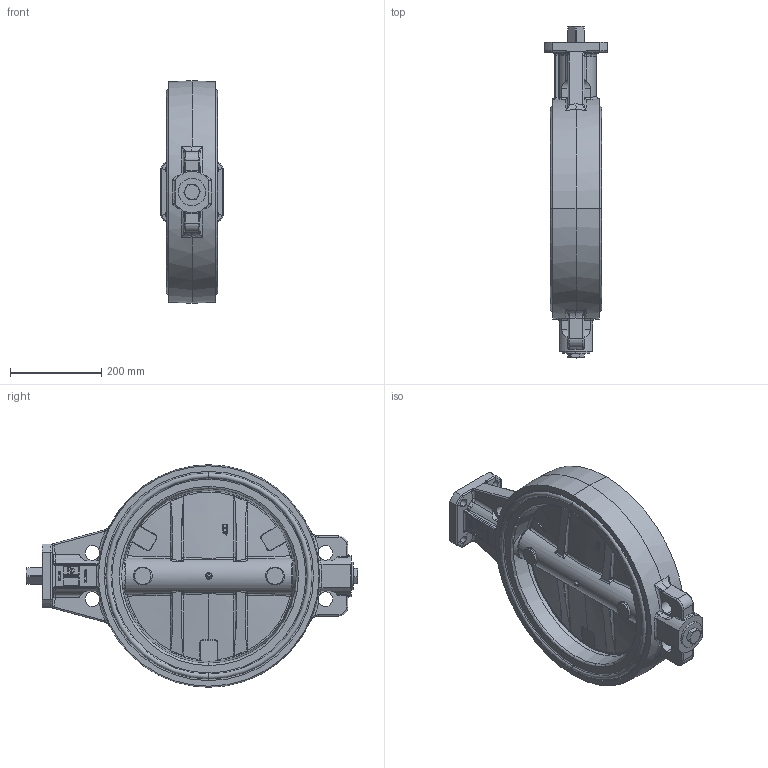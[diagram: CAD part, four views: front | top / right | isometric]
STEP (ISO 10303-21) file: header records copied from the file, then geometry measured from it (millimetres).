
FILE_DESCRIPTION (( 'STEP AP214' ), '1' );
FILE_NAME ('AK01_DN400.STEP', '2022-07-19T08:06:53', ( '' ), ( '' ), 'SwSTEP 2.0', 'SolidWorks 2021', '' );
FILE_SCHEMA (( 'AUTOMOTIVE_DESIGN' ));
Length unit declared in the file: millimetre
Products named in the file (1): AK01_DN400
Bounding box: 140 x 728 x 488 mm (x, y, z)
Volume: 12647953.7 mm3; surface area: 804495.3 mm2
Topology: 1 solids, 9 shells, 997 faces, 2577 edges, 1603 vertices
Faces by surface type: plane 306, bspline 248, cylinder 193, cone 126, torus 100, sphere 24
Entity records: 67235 total; most frequent: CARTESIAN_POINT 34720, ORIENTED_EDGE 5086, DIRECTION 3820, EDGE_CURVE 2543, VERTEX_POINT 1603, AXIS2_PLACEMENT_3D 1466, EDGE_LOOP 1060, ADVANCED_FACE 997
